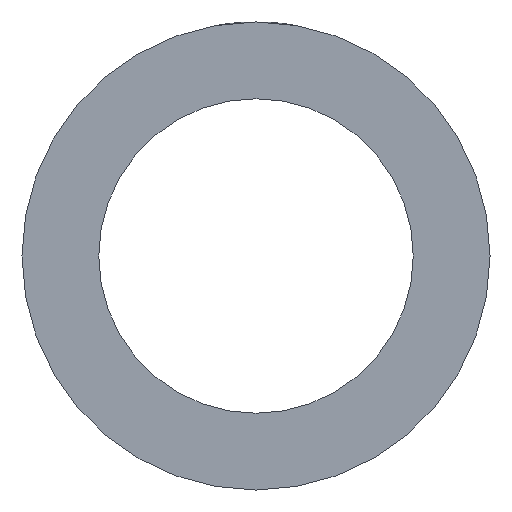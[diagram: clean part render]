
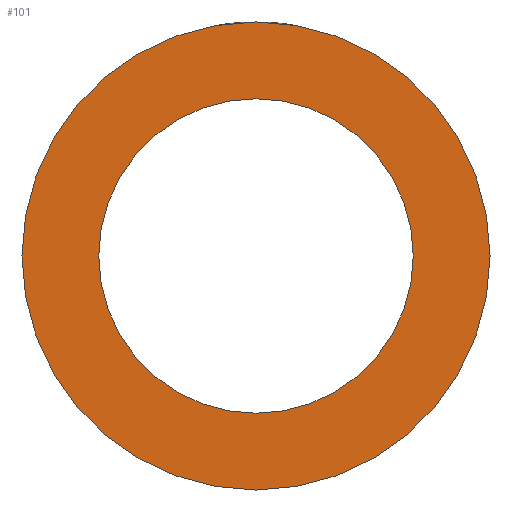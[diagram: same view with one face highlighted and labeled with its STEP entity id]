
A CAD part, front view. The second image highlights one B-rep face of the part: STEP entity #101.
In plain terms, the highlighted planar face has unit normal (0, -1, 0).
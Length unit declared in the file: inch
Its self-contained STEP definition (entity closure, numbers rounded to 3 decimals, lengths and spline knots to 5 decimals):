
#15=PLANE('',#131);
#19=FACE_BOUND('',#37,.T.);
#21=CIRCLE('',#125,0.21);
#22=CIRCLE('',#126,0.21);
#25=CIRCLE('',#130,0.3125);
#29=FACE_OUTER_BOUND('',#36,.T.);
#36=EDGE_LOOP('',(#90));
#37=EDGE_LOOP('',(#91,#92));
#54=VERTEX_POINT('',#239);
#55=VERTEX_POINT('',#240);
#58=VERTEX_POINT('',#249);
#64=EDGE_CURVE('',#54,#55,#21,.T.);
#65=EDGE_CURVE('',#55,#54,#22,.T.);
#70=EDGE_CURVE('',#58,#58,#25,.T.);
#90=ORIENTED_EDGE('',*,*,#70,.T.);
#91=ORIENTED_EDGE('',*,*,#64,.T.);
#92=ORIENTED_EDGE('',*,*,#65,.T.);
#101=ADVANCED_FACE('',(#29,#19),#15,.F.);
#125=AXIS2_PLACEMENT_3D('',#241,#140,#141);
#126=AXIS2_PLACEMENT_3D('',#242,#142,#143);
#130=AXIS2_PLACEMENT_3D('',#251,#152,#153);
#131=AXIS2_PLACEMENT_3D('',#252,#154,#155);
#140=DIRECTION('center_axis',(0.,1.,0.));
#141=DIRECTION('ref_axis',(1.,0.,0.));
#142=DIRECTION('center_axis',(0.,1.,0.));
#143=DIRECTION('ref_axis',(1.,0.,0.));
#152=DIRECTION('center_axis',(0.,-1.,0.));
#153=DIRECTION('ref_axis',(1.,0.,0.));
#154=DIRECTION('center_axis',(0.,1.,0.));
#155=DIRECTION('ref_axis',(0.,0.,1.));
#239=CARTESIAN_POINT('',(0.21,0.,0.));
#240=CARTESIAN_POINT('',(-0.21,0.,0.));
#241=CARTESIAN_POINT('Origin',(0.,0.,0.));
#242=CARTESIAN_POINT('Origin',(0.,0.,0.));
#249=CARTESIAN_POINT('',(-0.3125,0.,0.));
#251=CARTESIAN_POINT('Origin',(0.,0.,0.));
#252=CARTESIAN_POINT('Origin',(0.,0.,0.));
